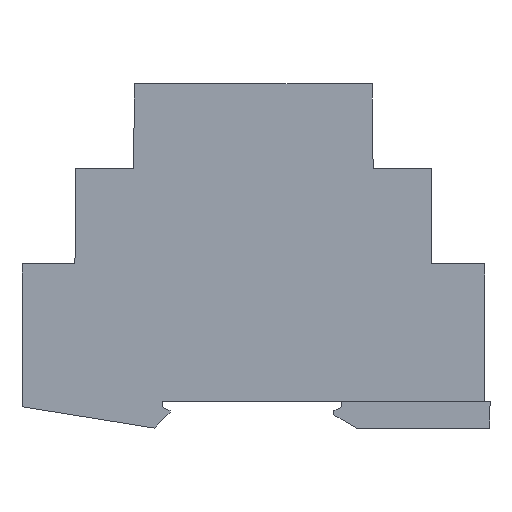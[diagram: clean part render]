
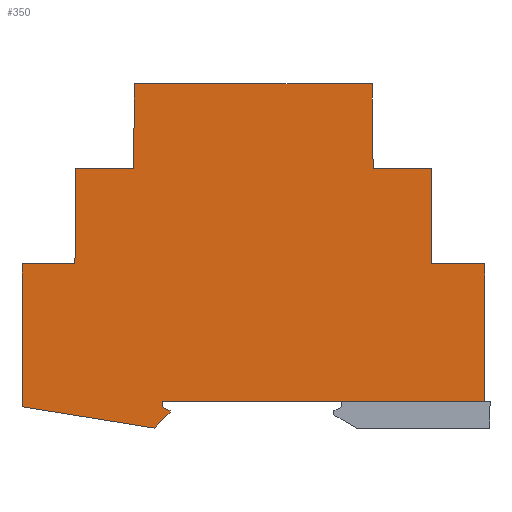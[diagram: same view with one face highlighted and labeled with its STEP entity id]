
A CAD part, left-side view. The second image highlights one B-rep face of the part: STEP entity #350.
In plain terms, the highlighted planar face has unit normal (-1, 0, 0).
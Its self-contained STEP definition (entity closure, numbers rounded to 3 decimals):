
#219=AXIS2_PLACEMENT_3D('Plane Axis2P3D',#216,#217,#218) ;
#193=CARTESIAN_POINT('Vertex',(0.,22.214,65.)) ;
#196=CARTESIAN_POINT('Line Origine',(0.,22.144,57.)) ;
#200=CARTESIAN_POINT('Vertex',(0.,22.074,49.)) ;
#216=CARTESIAN_POINT('Axis2P3D Location',(0.,39.936,33.583)) ;
#221=CARTESIAN_POINT('Line Origine',(0.,61.15,3.65)) ;
#225=CARTESIAN_POINT('Vertex',(0.,60.4,3.3)) ;
#227=CARTESIAN_POINT('Vertex',(0.,61.9,4.)) ;
#230=CARTESIAN_POINT('Line Origine',(0.,61.9,4.5)) ;
#234=CARTESIAN_POINT('Vertex',(0.,61.9,5.)) ;
#237=CARTESIAN_POINT('Line Origine',(0.,31.448,5.)) ;
#241=CARTESIAN_POINT('Vertex',(0.,0.997,5.)) ;
#244=CARTESIAN_POINT('Line Origine',(0.,1.019,18.)) ;
#248=CARTESIAN_POINT('Vertex',(0.,1.042,31.)) ;
#251=CARTESIAN_POINT('Line Origine',(0.,6.021,31.)) ;
#255=CARTESIAN_POINT('Vertex',(0.,11.,31.)) ;
#258=CARTESIAN_POINT('Line Origine',(0.,11.016,40.)) ;
#262=CARTESIAN_POINT('Vertex',(0.,11.031,49.)) ;
#265=CARTESIAN_POINT('Line Origine',(0.,16.553,49.)) ;
#270=CARTESIAN_POINT('Line Origine',(0.,44.679,65.)) ;
#274=CARTESIAN_POINT('Vertex',(0.,67.144,65.)) ;
#277=CARTESIAN_POINT('Line Origine',(0.,67.214,57.)) ;
#281=CARTESIAN_POINT('Vertex',(0.,67.284,49.)) ;
#284=CARTESIAN_POINT('Line Origine',(0.,72.805,49.)) ;
#288=CARTESIAN_POINT('Vertex',(0.,78.327,49.)) ;
#291=CARTESIAN_POINT('Line Origine',(0.,78.342,40.)) ;
#295=CARTESIAN_POINT('Vertex',(0.,78.358,31.)) ;
#298=CARTESIAN_POINT('Line Origine',(0.,83.337,31.)) ;
#302=CARTESIAN_POINT('Vertex',(0.,88.316,31.)) ;
#305=CARTESIAN_POINT('Line Origine',(0.,88.34,17.51)) ;
#309=CARTESIAN_POINT('Vertex',(0.,88.363,4.021)) ;
#312=CARTESIAN_POINT('Line Origine',(0.,75.882,2.01)) ;
#316=CARTESIAN_POINT('Vertex',(0.,63.4,0.)) ;
#319=CARTESIAN_POINT('Line Origine',(0.,61.9,1.5)) ;
#323=CARTESIAN_POINT('Vertex',(0.,60.4,3.)) ;
#326=CARTESIAN_POINT('Line Origine',(0.,60.4,3.15)) ;
#197=DIRECTION('Vector Direction',(0.,0.009,1.)) ;
#217=DIRECTION('Axis2P3D Direction',(1.,0.,0.)) ;
#218=DIRECTION('Axis2P3D XDirection',(0.,-1.,0.)) ;
#222=DIRECTION('Vector Direction',(0.,0.906,0.423)) ;
#231=DIRECTION('Vector Direction',(0.,0.,1.)) ;
#238=DIRECTION('Vector Direction',(0.,1.,0.)) ;
#245=DIRECTION('Vector Direction',(0.,-0.002,-1.)) ;
#252=DIRECTION('Vector Direction',(0.,-1.,0.)) ;
#259=DIRECTION('Vector Direction',(0.,0.002,1.)) ;
#266=DIRECTION('Vector Direction',(0.,-1.,0.)) ;
#271=DIRECTION('Vector Direction',(0.,1.,0.)) ;
#278=DIRECTION('Vector Direction',(0.,0.009,-1.)) ;
#285=DIRECTION('Vector Direction',(0.,-1.,0.)) ;
#292=DIRECTION('Vector Direction',(0.,-0.002,1.)) ;
#299=DIRECTION('Vector Direction',(0.,-1.,0.)) ;
#306=DIRECTION('Vector Direction',(0.,-0.002,1.)) ;
#313=DIRECTION('Vector Direction',(0.,-0.987,-0.159)) ;
#320=DIRECTION('Vector Direction',(0.,0.707,-0.707)) ;
#327=DIRECTION('Vector Direction',(0.,0.,-1.)) ;
#198=VECTOR('Line Direction',#197,1.) ;
#223=VECTOR('Line Direction',#222,1.) ;
#232=VECTOR('Line Direction',#231,1.) ;
#239=VECTOR('Line Direction',#238,1.) ;
#246=VECTOR('Line Direction',#245,1.) ;
#253=VECTOR('Line Direction',#252,1.) ;
#260=VECTOR('Line Direction',#259,1.) ;
#267=VECTOR('Line Direction',#266,1.) ;
#272=VECTOR('Line Direction',#271,1.) ;
#279=VECTOR('Line Direction',#278,1.) ;
#286=VECTOR('Line Direction',#285,1.) ;
#293=VECTOR('Line Direction',#292,1.) ;
#300=VECTOR('Line Direction',#299,1.) ;
#307=VECTOR('Line Direction',#306,1.) ;
#314=VECTOR('Line Direction',#313,1.) ;
#321=VECTOR('Line Direction',#320,1.) ;
#328=VECTOR('Line Direction',#327,1.) ;
#332=ORIENTED_EDGE('',*,*,#229,.T.) ;
#333=ORIENTED_EDGE('',*,*,#236,.T.) ;
#334=ORIENTED_EDGE('',*,*,#243,.F.) ;
#335=ORIENTED_EDGE('',*,*,#250,.T.) ;
#336=ORIENTED_EDGE('',*,*,#257,.F.) ;
#337=ORIENTED_EDGE('',*,*,#264,.F.) ;
#338=ORIENTED_EDGE('',*,*,#269,.F.) ;
#339=ORIENTED_EDGE('',*,*,#202,.F.) ;
#340=ORIENTED_EDGE('',*,*,#276,.F.) ;
#341=ORIENTED_EDGE('',*,*,#283,.F.) ;
#342=ORIENTED_EDGE('',*,*,#290,.F.) ;
#343=ORIENTED_EDGE('',*,*,#297,.F.) ;
#344=ORIENTED_EDGE('',*,*,#304,.F.) ;
#345=ORIENTED_EDGE('',*,*,#311,.T.) ;
#346=ORIENTED_EDGE('',*,*,#318,.T.) ;
#347=ORIENTED_EDGE('',*,*,#325,.T.) ;
#348=ORIENTED_EDGE('',*,*,#330,.T.) ;
#350=ADVANCED_FACE('TIMER',(#349),#220,.F.) ;
#202=EDGE_CURVE('',#194,#201,#199,.F.) ;
#229=EDGE_CURVE('',#226,#228,#224,.T.) ;
#236=EDGE_CURVE('',#228,#235,#233,.T.) ;
#243=EDGE_CURVE('',#242,#235,#240,.T.) ;
#250=EDGE_CURVE('',#242,#249,#247,.F.) ;
#257=EDGE_CURVE('',#256,#249,#254,.T.) ;
#264=EDGE_CURVE('',#263,#256,#261,.F.) ;
#269=EDGE_CURVE('',#201,#263,#268,.T.) ;
#276=EDGE_CURVE('',#275,#194,#273,.F.) ;
#283=EDGE_CURVE('',#282,#275,#280,.F.) ;
#290=EDGE_CURVE('',#289,#282,#287,.T.) ;
#297=EDGE_CURVE('',#296,#289,#294,.T.) ;
#304=EDGE_CURVE('',#303,#296,#301,.T.) ;
#311=EDGE_CURVE('',#303,#310,#308,.F.) ;
#318=EDGE_CURVE('',#310,#317,#315,.T.) ;
#325=EDGE_CURVE('',#317,#324,#322,.F.) ;
#330=EDGE_CURVE('',#324,#226,#329,.F.) ;
#331=EDGE_LOOP('',(#332,#333,#334,#335,#336,#337,#338,#339,#340,#341,#342,#343,#344,#345,#346,#347,#348)) ;
#349=FACE_OUTER_BOUND('',#331,.T.) ;
#199=LINE('Line',#196,#198) ;
#224=LINE('Line',#221,#223) ;
#233=LINE('Line',#230,#232) ;
#240=LINE('Line',#237,#239) ;
#247=LINE('Line',#244,#246) ;
#254=LINE('Line',#251,#253) ;
#261=LINE('Line',#258,#260) ;
#268=LINE('Line',#265,#267) ;
#273=LINE('Line',#270,#272) ;
#280=LINE('Line',#277,#279) ;
#287=LINE('Line',#284,#286) ;
#294=LINE('Line',#291,#293) ;
#301=LINE('Line',#298,#300) ;
#308=LINE('Line',#305,#307) ;
#315=LINE('Line',#312,#314) ;
#322=LINE('Line',#319,#321) ;
#329=LINE('Line',#326,#328) ;
#220=PLANE('',#219) ;
#194=VERTEX_POINT('',#193) ;
#201=VERTEX_POINT('',#200) ;
#226=VERTEX_POINT('',#225) ;
#228=VERTEX_POINT('',#227) ;
#235=VERTEX_POINT('',#234) ;
#242=VERTEX_POINT('',#241) ;
#249=VERTEX_POINT('',#248) ;
#256=VERTEX_POINT('',#255) ;
#263=VERTEX_POINT('',#262) ;
#275=VERTEX_POINT('',#274) ;
#282=VERTEX_POINT('',#281) ;
#289=VERTEX_POINT('',#288) ;
#296=VERTEX_POINT('',#295) ;
#303=VERTEX_POINT('',#302) ;
#310=VERTEX_POINT('',#309) ;
#317=VERTEX_POINT('',#316) ;
#324=VERTEX_POINT('',#323) ;
